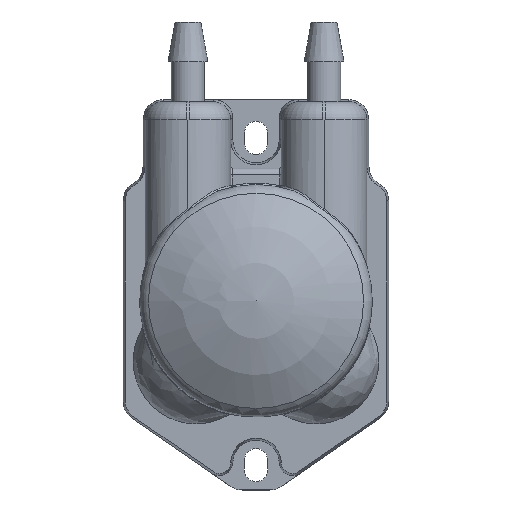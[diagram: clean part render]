
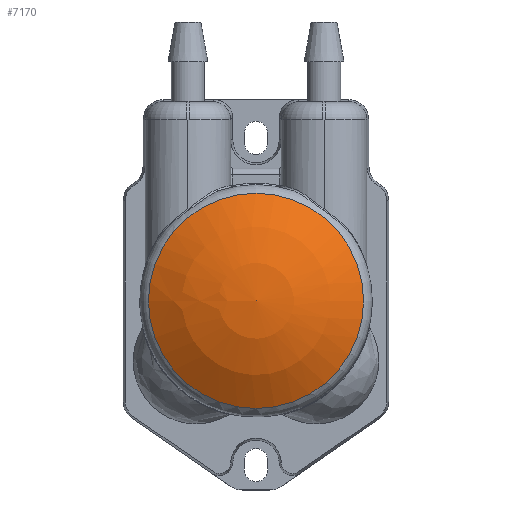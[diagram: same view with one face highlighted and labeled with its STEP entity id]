
A CAD part, top view. The second image highlights one B-rep face of the part: STEP entity #7170.
In plain terms, the highlighted spherical face has radius 28.521 mm.
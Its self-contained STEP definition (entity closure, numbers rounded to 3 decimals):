
#40=SPHERICAL_SURFACE('',#8128,28.521);
#929=CIRCLE('',#8113,16.204);
#930=CIRCLE('',#8114,16.204);
#939=CIRCLE('',#8129,28.521);
#1375=FACE_OUTER_BOUND('',#1865,.T.);
#1865=EDGE_LOOP('',(#6344,#6345,#6346,#6347));
#3458=VERTEX_POINT('',#13958);
#3459=VERTEX_POINT('',#13960);
#3474=VERTEX_POINT('',#14169);
#4433=EDGE_CURVE('',#3458,#3459,#929,.T.);
#4434=EDGE_CURVE('',#3459,#3458,#930,.T.);
#4459=EDGE_CURVE('',#3474,#3459,#939,.T.);
#6344=ORIENTED_EDGE('',*,*,#4434,.F.);
#6345=ORIENTED_EDGE('',*,*,#4459,.F.);
#6346=ORIENTED_EDGE('',*,*,#4459,.T.);
#6347=ORIENTED_EDGE('',*,*,#4433,.F.);
#7170=ADVANCED_FACE('',(#1375),#40,.T.);
#8113=AXIS2_PLACEMENT_3D('',#13961,#10194,#10195);
#8114=AXIS2_PLACEMENT_3D('',#13962,#10196,#10197);
#8128=AXIS2_PLACEMENT_3D('',#14168,#10230,#10231);
#8129=AXIS2_PLACEMENT_3D('',#14170,#10232,#10233);
#10194=DIRECTION('center_axis',(0.,0.,-1.));
#10195=DIRECTION('ref_axis',(0.,-1.,0.));
#10196=DIRECTION('center_axis',(0.,0.,-1.));
#10197=DIRECTION('ref_axis',(0.,-1.,0.));
#10230=DIRECTION('center_axis',(0.,0.,1.));
#10231=DIRECTION('ref_axis',(1.,0.,0.));
#10232=DIRECTION('center_axis',(0.,-1.,0.));
#10233=DIRECTION('ref_axis',(-1.,0.,0.));
#13958=CARTESIAN_POINT('',(16.204,-0.936,21.199));
#13960=CARTESIAN_POINT('',(-16.204,-0.936,21.199));
#13961=CARTESIAN_POINT('Origin',(0.,-0.936,
21.199));
#13962=CARTESIAN_POINT('Origin',(0.,-0.936,
21.199));
#14168=CARTESIAN_POINT('Origin',(0.,-0.936,-2.271));
#14169=CARTESIAN_POINT('',(0.,-0.936,26.25));
#14170=CARTESIAN_POINT('Origin',(0.,-0.936,-2.271));
